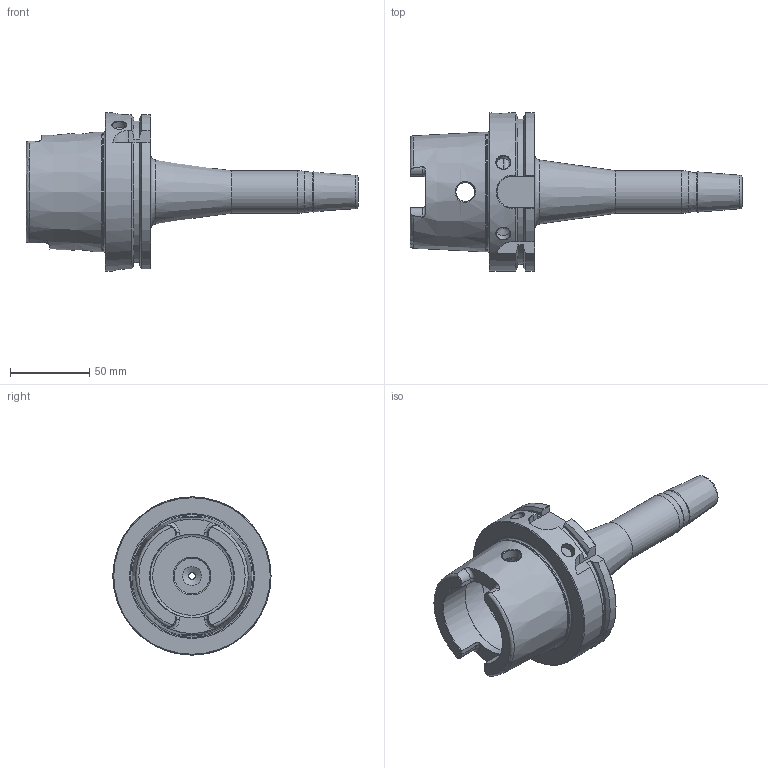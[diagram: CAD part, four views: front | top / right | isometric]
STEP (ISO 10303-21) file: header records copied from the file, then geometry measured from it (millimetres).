
FILE_DESCRIPTION(/* description */ (''),/* implementation_level */ '2;1');
FILE_NAME(/* name */ 'H100A-25SF630-9C.stp',/* time_stamp */ '2020-03-02T13:14:41-05:00',/* author */ ('Spaeth'),/* organization */ (''),/* preprocessor_version */ 'ST-DEVELOPER v17',/* originating_system */ 'Autodesk Inventor 2018',/* authorisation */ '');
FILE_SCHEMA (('AUTOMOTIVE_DESIGN { 1 0 10303 214 3 1 1 }'));
Length unit declared in the file: inch
Products named in the file (1): Part1
Bounding box: 210 x 100 x 100 mm (x, y, z)
Volume: 331953.9 mm3; surface area: 65355.3 mm2
Topology: 1 solids, 1 shells, 155 faces, 449 edges, 300 vertices
Faces by surface type: plane 49, cylinder 42, cone 36, torus 14, bspline 13, sphere 1
Full cylindrical faces by diameter (mm): 3 x2, 3.251 x2, 4.134 x1, 5 x1, 6.337 x1, 7.099 x1, 9 x2, 10 x1, 11.989 x1, 12 x2, 22.377 x1, 25.016 x1, 27 x1, 53 x2, 63 x1, 75.364 x1, 100 x1
Entity records: 6657 total; most frequent: CARTESIAN_POINT 2449, ORIENTED_EDGE 896, DIRECTION 803, EDGE_CURVE 448, AXIS2_PLACEMENT_3D 326, VERTEX_POINT 302, CIRCLE 179, EDGE_LOOP 172
